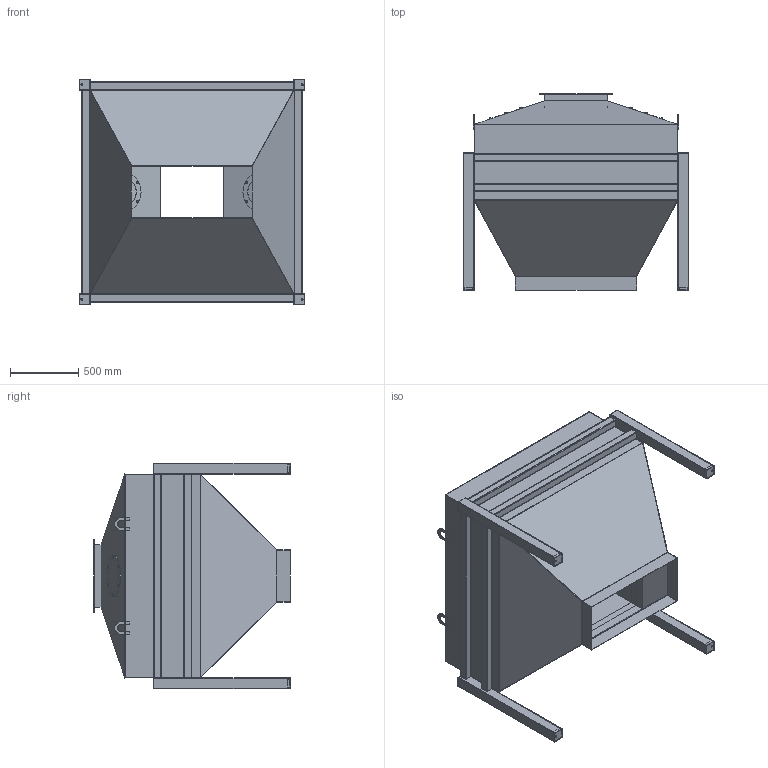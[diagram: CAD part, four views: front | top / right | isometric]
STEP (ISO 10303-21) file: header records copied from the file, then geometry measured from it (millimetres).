
FILE_DESCRIPTION (( 'STEP AP203' ), '1' );
FILE_NAME ('闆臌歑 縺鳱殥鍒鍣.STEP', '2025-11-27T13:54:04', ( '栫謾樥' ), ( '' ), 'SwSTEP 2.0', 'SolidWorks 2023', '' );
FILE_SCHEMA (( 'CONFIG_CONTROL_DESIGN' ));
Length unit declared in the file: millimetre
Products named in the file (23): БН080-01.02.01.103.STEP; Б240-01.02.02.101.STEP; БН080-01.02.01.104.STEP; БН080-01.02.01.102.STEP; Труба 60Х60Х3_1490.STEP; БН240-02.02.01.101.STEP; Гайка М8 ГОСТ 5915-70_1.STEP; БН2000-01.02.02.100.STEP; БН120-02.02.01.105.STEP; БН120-02.02.01.000-2.STEP; БН240-02.02.01.100.STEP; БН240-02.02.01.112.STEP; БН120-02.02.01.104.STEP; БН240-02.02.02.000.STEP; БН080-02.02.01.113.STEP; Шайба 8 ГОСТ6402_1.STEP; ВБ500-00.00.00.116_1.STEP; БН240-02.02.01.110.STEP; БН080-01.02.02.102.STEP; БН0240-02.02.01.111.STEP; БП120-01.02.01.101.STEP; Бункер надвесовой; Болт M8x30 ГОСТ7796-70_1.STEP
Assembly tree (87 placements, depth 4):
  Бункер надвесовой
    БН120-02.02.01.000-2.STEP
      БН240-02.02.02.000.STEP
        БН2000-01.02.02.100.STEP  x4
        Б240-01.02.02.101.STEP  x4
        БН080-01.02.02.102.STEP  x4
        Труба 60Х60Х3_1490.STEP  x8
      БН240-02.02.01.100.STEP  x2
      БН240-02.02.01.101.STEP  x2
      БН080-02.02.01.113.STEP  x4
      БП120-01.02.01.101.STEP
      БН080-01.02.01.102.STEP  x2
      БН080-01.02.01.103.STEP  x2
      БН080-01.02.01.104.STEP  x4
      БН240-02.02.01.110.STEP  x2
      БН0240-02.02.01.111.STEP  x2
      БН240-02.02.01.112.STEP  x2
      ВБ500-00.00.00.116_1.STEP  x2
      Болт M8x30 ГОСТ7796-70_1.STEP  x12
      Шайба 8 ГОСТ6402_1.STEP  x12
      Гайка М8 ГОСТ 5915-70_1.STEP  x12
      БН120-02.02.01.104.STEP  x2
      БН120-02.02.01.105.STEP  x2
Bounding box: 1650 x 1437.53 x 1650 mm (x, y, z)
Volume: 39180328.7 mm3; surface area: 26108564.8 mm2
Topology: 85 solids, 85 shells, 1094 faces, 2656 edges, 1744 vertices
Faces by surface type: plane 666, cylinder 276, cone 152
Entity records: 13629 total; most frequent: CARTESIAN_POINT 1925, DIRECTION 1664, ORIENTED_EDGE 1452, EDGE_CURVE 726, AXIS2_PLACEMENT_3D 585, LINE 494, VECTOR 494, VERTEX_POINT 478
